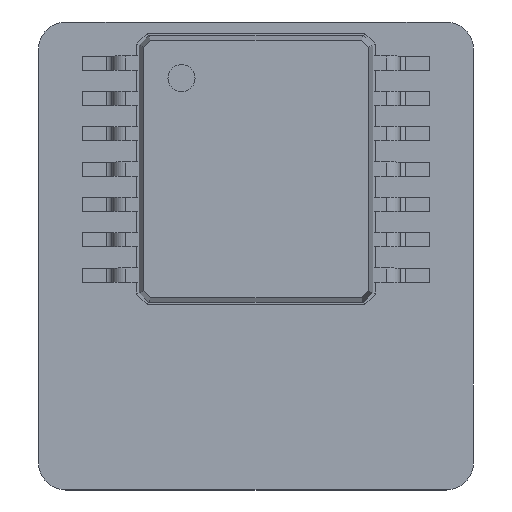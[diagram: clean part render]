
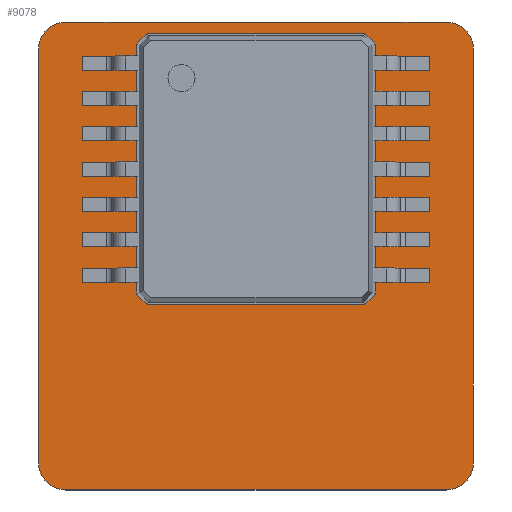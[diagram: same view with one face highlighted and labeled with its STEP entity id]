
A CAD part, top view. The second image highlights one B-rep face of the part: STEP entity #9078.
In plain terms, the highlighted planar face has unit normal (0, 0, 1).
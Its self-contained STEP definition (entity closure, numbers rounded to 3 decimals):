
#8397 = VERTEX_POINT('',#8398);
#8398 = CARTESIAN_POINT('',(50.,-19.794,1.6));
#8404 = EDGE_CURVE('',#8397,#8405,#8407,.T.);
#8405 = VERTEX_POINT('',#8406);
#8406 = CARTESIAN_POINT('',(50.5,-20.294,1.6));
#8407 = CIRCLE('',#8408,0.5);
#8408 = AXIS2_PLACEMENT_3D('',#8409,#8410,#8411);
#8409 = CARTESIAN_POINT('',(50.,-20.294,1.6));
#8410 = DIRECTION('',(0.,0.,-1.));
#8411 = DIRECTION('',(0.,1.,0.));
#8437 = EDGE_CURVE('',#8405,#8438,#8440,.T.);
#8438 = VERTEX_POINT('',#8439);
#8439 = CARTESIAN_POINT('',(50.5,-20.5,1.6));
#8440 = LINE('',#8441,#8442);
#8441 = CARTESIAN_POINT('',(50.5,-20.294,1.6));
#8442 = VECTOR('',#8443,1.);
#8443 = DIRECTION('',(0.,-1.,0.));
#8468 = EDGE_CURVE('',#8438,#8469,#8471,.T.);
#8469 = VERTEX_POINT('',#8470);
#8470 = CARTESIAN_POINT('',(50.5,-25.75,1.6));
#8471 = LINE('',#8472,#8473);
#8472 = CARTESIAN_POINT('',(50.5,-20.5,1.6));
#8473 = VECTOR('',#8474,1.);
#8474 = DIRECTION('',(0.,-1.,0.));
#8499 = EDGE_CURVE('',#8469,#8500,#8502,.T.);
#8500 = VERTEX_POINT('',#8501);
#8501 = CARTESIAN_POINT('',(50.5,-26.45,1.6));
#8502 = LINE('',#8503,#8504);
#8503 = CARTESIAN_POINT('',(50.5,-25.75,1.6));
#8504 = VECTOR('',#8505,1.);
#8505 = DIRECTION('',(0.,-1.,0.));
#8530 = EDGE_CURVE('',#8500,#8531,#8533,.T.);
#8531 = VERTEX_POINT('',#8532);
#8532 = CARTESIAN_POINT('',(50.5,-26.5,1.6));
#8533 = LINE('',#8534,#8535);
#8534 = CARTESIAN_POINT('',(50.5,-26.45,1.6));
#8535 = VECTOR('',#8536,1.);
#8536 = DIRECTION('',(0.,-1.,0.));
#8561 = EDGE_CURVE('',#8531,#8562,#8564,.T.);
#8562 = VERTEX_POINT('',#8563);
#8563 = CARTESIAN_POINT('',(50.5,-27.35,1.6));
#8564 = LINE('',#8565,#8566);
#8565 = CARTESIAN_POINT('',(50.5,-26.5,1.6));
#8566 = VECTOR('',#8567,1.);
#8567 = DIRECTION('',(0.,-1.,0.));
#8592 = EDGE_CURVE('',#8562,#8593,#8595,.T.);
#8593 = VERTEX_POINT('',#8594);
#8594 = CARTESIAN_POINT('',(50.5,-27.73,1.6));
#8595 = LINE('',#8596,#8597);
#8596 = CARTESIAN_POINT('',(50.5,-27.35,1.6));
#8597 = VECTOR('',#8598,1.);
#8598 = DIRECTION('',(0.,-1.,0.));
#8623 = EDGE_CURVE('',#8593,#8624,#8626,.T.);
#8624 = VERTEX_POINT('',#8625);
#8625 = CARTESIAN_POINT('',(50.5,-27.9,1.6));
#8626 = LINE('',#8627,#8628);
#8627 = CARTESIAN_POINT('',(50.5,-27.73,1.6));
#8628 = VECTOR('',#8629,1.);
#8629 = DIRECTION('',(0.,-1.,0.));
#8654 = EDGE_CURVE('',#8624,#8655,#8657,.T.);
#8655 = VERTEX_POINT('',#8656);
#8656 = CARTESIAN_POINT('',(50.,-28.4,1.6));
#8657 = CIRCLE('',#8658,0.5);
#8658 = AXIS2_PLACEMENT_3D('',#8659,#8660,#8661);
#8659 = CARTESIAN_POINT('',(50.,-27.9,1.6));
#8660 = DIRECTION('',(0.,0.,-1.));
#8661 = DIRECTION('',(1.,0.,0.));
#8687 = EDGE_CURVE('',#8655,#8688,#8690,.T.);
#8688 = VERTEX_POINT('',#8689);
#8689 = CARTESIAN_POINT('',(43.,-28.4,1.6));
#8690 = LINE('',#8691,#8692);
#8691 = CARTESIAN_POINT('',(50.,-28.4,1.6));
#8692 = VECTOR('',#8693,1.);
#8693 = DIRECTION('',(-1.,0.,0.));
#8718 = EDGE_CURVE('',#8688,#8719,#8721,.T.);
#8719 = VERTEX_POINT('',#8720);
#8720 = CARTESIAN_POINT('',(42.5,-27.9,1.6));
#8721 = CIRCLE('',#8722,0.5);
#8722 = AXIS2_PLACEMENT_3D('',#8723,#8724,#8725);
#8723 = CARTESIAN_POINT('',(43.,-27.9,1.6));
#8724 = DIRECTION('',(0.,0.,-1.));
#8725 = DIRECTION('',(0.,-1.,-0.));
#8751 = EDGE_CURVE('',#8719,#8752,#8754,.T.);
#8752 = VERTEX_POINT('',#8753);
#8753 = CARTESIAN_POINT('',(42.5,-27.73,1.6));
#8754 = LINE('',#8755,#8756);
#8755 = CARTESIAN_POINT('',(42.5,-27.9,1.6));
#8756 = VECTOR('',#8757,1.);
#8757 = DIRECTION('',(0.,1.,0.));
#8782 = EDGE_CURVE('',#8752,#8783,#8785,.T.);
#8783 = VERTEX_POINT('',#8784);
#8784 = CARTESIAN_POINT('',(42.5,-27.35,1.6));
#8785 = LINE('',#8786,#8787);
#8786 = CARTESIAN_POINT('',(42.5,-27.73,1.6));
#8787 = VECTOR('',#8788,1.);
#8788 = DIRECTION('',(0.,1.,0.));
#8813 = EDGE_CURVE('',#8783,#8814,#8816,.T.);
#8814 = VERTEX_POINT('',#8815);
#8815 = CARTESIAN_POINT('',(42.5,-26.45,1.6));
#8816 = LINE('',#8817,#8818);
#8817 = CARTESIAN_POINT('',(42.5,-27.35,1.6));
#8818 = VECTOR('',#8819,1.);
#8819 = DIRECTION('',(0.,1.,0.));
#8844 = EDGE_CURVE('',#8814,#8845,#8847,.T.);
#8845 = VERTEX_POINT('',#8846);
#8846 = CARTESIAN_POINT('',(42.5,-25.75,1.6));
#8847 = LINE('',#8848,#8849);
#8848 = CARTESIAN_POINT('',(42.5,-26.45,1.6));
#8849 = VECTOR('',#8850,1.);
#8850 = DIRECTION('',(0.,1.,0.));
#8875 = EDGE_CURVE('',#8845,#8876,#8878,.T.);
#8876 = VERTEX_POINT('',#8877);
#8877 = CARTESIAN_POINT('',(42.5,-20.5,1.6));
#8878 = LINE('',#8879,#8880);
#8879 = CARTESIAN_POINT('',(42.5,-25.75,1.6));
#8880 = VECTOR('',#8881,1.);
#8881 = DIRECTION('',(0.,1.,0.));
#8906 = EDGE_CURVE('',#8876,#8907,#8909,.T.);
#8907 = VERTEX_POINT('',#8908);
#8908 = CARTESIAN_POINT('',(42.5,-20.294,1.6));
#8909 = LINE('',#8910,#8911);
#8910 = CARTESIAN_POINT('',(42.5,-20.5,1.6));
#8911 = VECTOR('',#8912,1.);
#8912 = DIRECTION('',(0.,1.,0.));
#8937 = EDGE_CURVE('',#8907,#8938,#8940,.T.);
#8938 = VERTEX_POINT('',#8939);
#8939 = CARTESIAN_POINT('',(43.,-19.794,1.6));
#8940 = CIRCLE('',#8941,0.5);
#8941 = AXIS2_PLACEMENT_3D('',#8942,#8943,#8944);
#8942 = CARTESIAN_POINT('',(43.,-20.294,1.6));
#8943 = DIRECTION('',(0.,0.,-1.));
#8944 = DIRECTION('',(-1.,0.,0.));
#8970 = EDGE_CURVE('',#8938,#8971,#8973,.T.);
#8971 = VERTEX_POINT('',#8972);
#8972 = CARTESIAN_POINT('',(45.,-19.794,1.6));
#8973 = LINE('',#8974,#8975);
#8974 = CARTESIAN_POINT('',(43.,-19.794,1.6));
#8975 = VECTOR('',#8976,1.);
#8976 = DIRECTION('',(1.,0.,0.));
#9001 = EDGE_CURVE('',#8971,#9002,#9004,.T.);
#9002 = VERTEX_POINT('',#9003);
#9003 = CARTESIAN_POINT('',(48.,-19.794,1.6));
#9004 = LINE('',#9005,#9006);
#9005 = CARTESIAN_POINT('',(45.,-19.794,1.6));
#9006 = VECTOR('',#9007,1.);
#9007 = DIRECTION('',(1.,0.,0.));
#9032 = EDGE_CURVE('',#9002,#8397,#9033,.T.);
#9033 = LINE('',#9034,#9035);
#9034 = CARTESIAN_POINT('',(48.,-19.794,1.6));
#9035 = VECTOR('',#9036,1.);
#9036 = DIRECTION('',(1.,0.,0.));
#9078 = ADVANCED_FACE('',(#9079),#9102,.T.);
#9079 = FACE_BOUND('',#9080,.F.);
#9080 = EDGE_LOOP('',(#9081,#9082,#9083,#9084,#9085,#9086,#9087,#9088,
    #9089,#9090,#9091,#9092,#9093,#9094,#9095,#9096,#9097,#9098,#9099,
    #9100,#9101));
#9081 = ORIENTED_EDGE('',*,*,#8404,.T.);
#9082 = ORIENTED_EDGE('',*,*,#8437,.T.);
#9083 = ORIENTED_EDGE('',*,*,#8468,.T.);
#9084 = ORIENTED_EDGE('',*,*,#8499,.T.);
#9085 = ORIENTED_EDGE('',*,*,#8530,.T.);
#9086 = ORIENTED_EDGE('',*,*,#8561,.T.);
#9087 = ORIENTED_EDGE('',*,*,#8592,.T.);
#9088 = ORIENTED_EDGE('',*,*,#8623,.T.);
#9089 = ORIENTED_EDGE('',*,*,#8654,.T.);
#9090 = ORIENTED_EDGE('',*,*,#8687,.T.);
#9091 = ORIENTED_EDGE('',*,*,#8718,.T.);
#9092 = ORIENTED_EDGE('',*,*,#8751,.T.);
#9093 = ORIENTED_EDGE('',*,*,#8782,.T.);
#9094 = ORIENTED_EDGE('',*,*,#8813,.T.);
#9095 = ORIENTED_EDGE('',*,*,#8844,.T.);
#9096 = ORIENTED_EDGE('',*,*,#8875,.T.);
#9097 = ORIENTED_EDGE('',*,*,#8906,.T.);
#9098 = ORIENTED_EDGE('',*,*,#8937,.T.);
#9099 = ORIENTED_EDGE('',*,*,#8970,.T.);
#9100 = ORIENTED_EDGE('',*,*,#9001,.T.);
#9101 = ORIENTED_EDGE('',*,*,#9032,.T.);
#9102 = PLANE('',#9103);
#9103 = AXIS2_PLACEMENT_3D('',#9104,#9105,#9106);
#9104 = CARTESIAN_POINT('',(0.,0.,1.6));
#9105 = DIRECTION('',(0.,0.,1.));
#9106 = DIRECTION('',(1.,0.,-0.));
